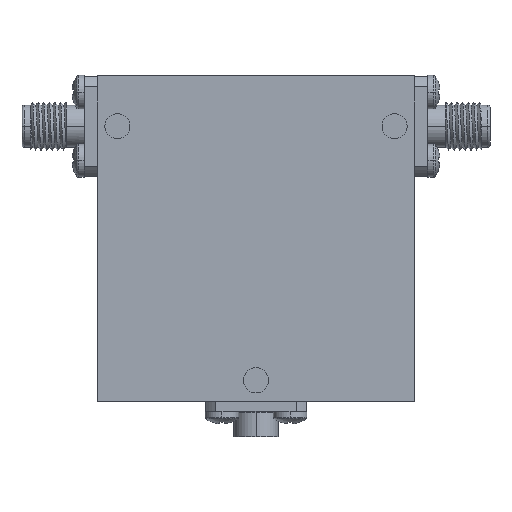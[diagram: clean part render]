
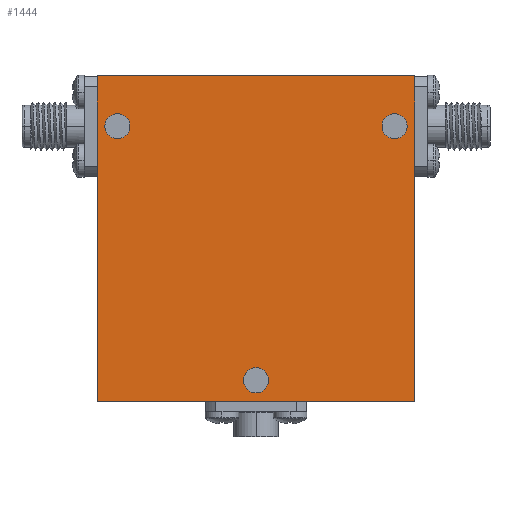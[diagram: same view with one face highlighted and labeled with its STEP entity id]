
A CAD part, top view. The second image highlights one B-rep face of the part: STEP entity #1444.
In plain terms, the highlighted face is planar.
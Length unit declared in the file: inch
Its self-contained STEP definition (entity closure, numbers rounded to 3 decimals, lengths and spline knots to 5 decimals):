
#66 = DIRECTION ( 'NONE',  ( 1., 0., 0. ) ) ;
#74 = VERTEX_POINT ( 'NONE', #2492 ) ;
#140 = CIRCLE ( 'NONE', #3801, 0.0625 ) ;
#165 = FACE_BOUND ( 'NONE', #1926, .T. ) ;
#308 = VERTEX_POINT ( 'NONE', #4561 ) ;
#315 = VERTEX_POINT ( 'NONE', #454 ) ;
#334 = VERTEX_POINT ( 'NONE', #1569 ) ;
#454 = CARTESIAN_POINT ( 'NONE',  ( -0.7525, 0.56, -0.35 ) ) ;
#472 = ORIENTED_EDGE ( 'NONE', *, *, #4408, .T. ) ;
#485 = AXIS2_PLACEMENT_3D ( 'NONE', #2154, #4767, #1395 ) ;
#525 = CIRCLE ( 'NONE', #3633, 0.0625 ) ;
#638 = DIRECTION ( 'NONE',  ( 1., 0., 0. ) ) ;
#654 = EDGE_CURVE ( 'NONE', #3979, #308, #525, .T. ) ;
#694 = FACE_BOUND ( 'NONE', #2626, .T. ) ;
#719 = DIRECTION ( 'NONE',  ( 0., 1., 0. ) ) ;
#750 = DIRECTION ( 'NONE',  ( 1., 0., 0. ) ) ;
#752 = EDGE_CURVE ( 'NONE', #883, #315, #3241, .T. ) ;
#819 = CARTESIAN_POINT ( 'NONE',  ( -0.6275, 0.56, -0.35 ) ) ;
#883 = VERTEX_POINT ( 'NONE', #819 ) ;
#966 = LINE ( 'NONE', #4262, #2748 ) ;
#1050 = FACE_BOUND ( 'NONE', #1256, .T. ) ;
#1058 = CARTESIAN_POINT ( 'NONE',  ( 0.79, -0.81, -0.35 ) ) ;
#1088 = CARTESIAN_POINT ( 'NONE',  ( 0.79, 0.81, -0.35 ) ) ;
#1105 = DIRECTION ( 'NONE',  ( 0., 0., 1. ) ) ;
#1150 = AXIS2_PLACEMENT_3D ( 'NONE', #3350, #1105, #750 ) ;
#1256 = EDGE_LOOP ( 'NONE', ( #1906, #472 ) ) ;
#1309 = CIRCLE ( 'NONE', #485, 0.0625 ) ;
#1350 = DIRECTION ( 'NONE',  ( 1., 0., 0. ) ) ;
#1395 = DIRECTION ( 'NONE',  ( 1., 0., 0. ) ) ;
#1444 = ADVANCED_FACE ( 'NONE', ( #165, #1050, #694, #2710 ), #2231, .F. ) ;
#1493 = VECTOR ( 'NONE', #2136, 39.37008 ) ;
#1569 = CARTESIAN_POINT ( 'NONE',  ( 0.79, 0.81, -0.35 ) ) ;
#1628 = VECTOR ( 'NONE', #2351, 39.37008 ) ;
#1771 = CARTESIAN_POINT ( 'NONE',  ( 0.69, 0.56, -0.35 ) ) ;
#1845 = DIRECTION ( 'NONE',  ( 1., 0., 0. ) ) ;
#1877 = EDGE_CURVE ( 'NONE', #308, #3979, #4270, .T. ) ;
#1882 = CARTESIAN_POINT ( 'NONE',  ( -0.69, 0.56, -0.35 ) ) ;
#1906 = ORIENTED_EDGE ( 'NONE', *, *, #2630, .T. ) ;
#1926 = EDGE_LOOP ( 'NONE', ( #2256, #2216 ) ) ;
#2027 = ORIENTED_EDGE ( 'NONE', *, *, #2719, .F. ) ;
#2107 = CARTESIAN_POINT ( 'NONE',  ( -0.79, -0.81, -0.35 ) ) ;
#2109 = DIRECTION ( 'NONE',  ( 0., 0., 1. ) ) ;
#2136 = DIRECTION ( 'NONE',  ( -1., 0., 0. ) ) ;
#2145 = EDGE_LOOP ( 'NONE', ( #2612, #4238, #3781, #2027 ) ) ;
#2154 = CARTESIAN_POINT ( 'NONE',  ( -0.69, 0.56, -0.35 ) ) ;
#2216 = ORIENTED_EDGE ( 'NONE', *, *, #654, .T. ) ;
#2231 = PLANE ( 'NONE',  #1150 ) ;
#2256 = ORIENTED_EDGE ( 'NONE', *, *, #1877, .T. ) ;
#2313 = AXIS2_PLACEMENT_3D ( 'NONE', #4191, #4537, #66 ) ;
#2351 = DIRECTION ( 'NONE',  ( 1., 0., 0. ) ) ;
#2492 = CARTESIAN_POINT ( 'NONE',  ( -0.79, 0.81, -0.35 ) ) ;
#2534 = CARTESIAN_POINT ( 'NONE',  ( -0.79, 0.81, -0.35 ) ) ;
#2612 = ORIENTED_EDGE ( 'NONE', *, *, #4501, .F. ) ;
#2626 = EDGE_LOOP ( 'NONE', ( #2699, #4141 ) ) ;
#2630 = EDGE_CURVE ( 'NONE', #3892, #4473, #4070, .T. ) ;
#2699 = ORIENTED_EDGE ( 'NONE', *, *, #752, .T. ) ;
#2709 = VERTEX_POINT ( 'NONE', #2107 ) ;
#2710 = FACE_OUTER_BOUND ( 'NONE', #2145, .T. ) ;
#2719 = EDGE_CURVE ( 'NONE', #334, #74, #4186, .T. ) ;
#2748 = VECTOR ( 'NONE', #3841, 39.37008 ) ;
#2958 = CARTESIAN_POINT ( 'NONE',  ( 0., -0.705, -0.35 ) ) ;
#2984 = VECTOR ( 'NONE', #719, 39.37008 ) ;
#3003 = EDGE_CURVE ( 'NONE', #315, #883, #1309, .T. ) ;
#3069 = CARTESIAN_POINT ( 'NONE',  ( -0.79, -0.81, -0.35 ) ) ;
#3073 = CARTESIAN_POINT ( 'NONE',  ( 0.6275, 0.56, -0.35 ) ) ;
#3241 = CIRCLE ( 'NONE', #3877, 0.0625 ) ;
#3269 = CARTESIAN_POINT ( 'NONE',  ( 0., -0.705, -0.35 ) ) ;
#3302 = AXIS2_PLACEMENT_3D ( 'NONE', #3269, #4410, #4756 ) ;
#3350 = CARTESIAN_POINT ( 'NONE',  ( 0., 0., -0.35 ) ) ;
#3469 = EDGE_CURVE ( 'NONE', #74, #2709, #966, .T. ) ;
#3633 = AXIS2_PLACEMENT_3D ( 'NONE', #1771, #2109, #1350 ) ;
#3733 = LINE ( 'NONE', #1088, #2984 ) ;
#3781 = ORIENTED_EDGE ( 'NONE', *, *, #3469, .F. ) ;
#3801 = AXIS2_PLACEMENT_3D ( 'NONE', #2958, #4391, #638 ) ;
#3825 = VERTEX_POINT ( 'NONE', #1058 ) ;
#3841 = DIRECTION ( 'NONE',  ( 0., -1., 0. ) ) ;
#3877 = AXIS2_PLACEMENT_3D ( 'NONE', #1882, #4491, #1845 ) ;
#3892 = VERTEX_POINT ( 'NONE', #4193 ) ;
#3979 = VERTEX_POINT ( 'NONE', #3073 ) ;
#4070 = CIRCLE ( 'NONE', #3302, 0.0625 ) ;
#4141 = ORIENTED_EDGE ( 'NONE', *, *, #3003, .T. ) ;
#4186 = LINE ( 'NONE', #2534, #1493 ) ;
#4191 = CARTESIAN_POINT ( 'NONE',  ( 0.69, 0.56, -0.35 ) ) ;
#4193 = CARTESIAN_POINT ( 'NONE',  ( 0.0625, -0.705, -0.35 ) ) ;
#4238 = ORIENTED_EDGE ( 'NONE', *, *, #4684, .F. ) ;
#4262 = CARTESIAN_POINT ( 'NONE',  ( -0.79, 0.81, -0.35 ) ) ;
#4270 = CIRCLE ( 'NONE', #2313, 0.0625 ) ;
#4391 = DIRECTION ( 'NONE',  ( 0., 0., 1. ) ) ;
#4408 = EDGE_CURVE ( 'NONE', #4473, #3892, #140, .T. ) ;
#4410 = DIRECTION ( 'NONE',  ( 0., 0., 1. ) ) ;
#4473 = VERTEX_POINT ( 'NONE', #4841 ) ;
#4491 = DIRECTION ( 'NONE',  ( 0., 0., 1. ) ) ;
#4501 = EDGE_CURVE ( 'NONE', #3825, #334, #3733, .T. ) ;
#4537 = DIRECTION ( 'NONE',  ( 0., 0., 1. ) ) ;
#4561 = CARTESIAN_POINT ( 'NONE',  ( 0.7525, 0.56, -0.35 ) ) ;
#4684 = EDGE_CURVE ( 'NONE', #2709, #3825, #4731, .T. ) ;
#4731 = LINE ( 'NONE', #3069, #1628 ) ;
#4756 = DIRECTION ( 'NONE',  ( 1., 0., 0. ) ) ;
#4767 = DIRECTION ( 'NONE',  ( 0., 0., 1. ) ) ;
#4841 = CARTESIAN_POINT ( 'NONE',  ( -0.0625, -0.705, -0.35 ) ) ;
